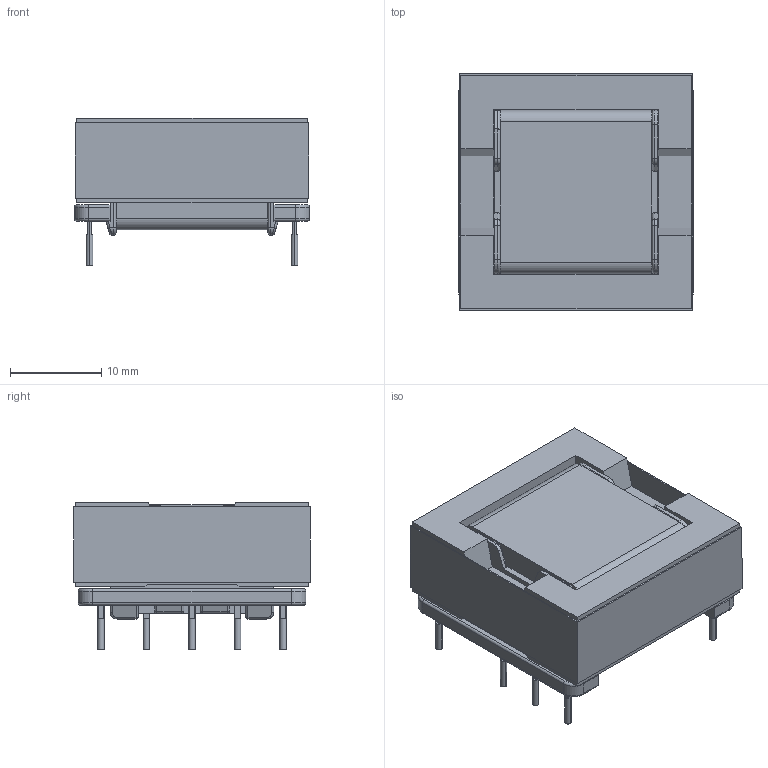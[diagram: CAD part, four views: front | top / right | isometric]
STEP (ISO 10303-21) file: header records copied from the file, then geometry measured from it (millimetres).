
FILE_DESCRIPTION(/* description */ ('Unknown'),/* implementation_level */ '2;1');
FILE_NAME(/* name */ 'T_Wurth_WE-FLYTI-EFD25_2710',/* time_stamp */ '2025-12-25T16:04:37+08:00',/* author */ ('Unknown'),/* organization */ ('Unknown'),/* preprocessor_version */ 'ST-DEVELOPER v19.4',/* originating_system */ 'Solid Edge',/* authorisation */ 'Unknown');
FILE_SCHEMA (('AUTOMOTIVE_DESIGN {1 0 10303 214 3 1 1}'));
Length unit declared in the file: millimetre
Products named in the file (2): T_Wurth_WE-FLYTI-EFD25_2710
Assembly tree (1 placements, depth 2):
  T_Wurth_WE-FLYTI-EFD25_2710
    T_Wurth_WE-FLYTI-EFD25_2710
Bounding box: 25.82 x 25.97 x 16.22 mm (x, y, z)
Volume: 7053.9 mm3; surface area: 5445.3 mm2
Topology: 1 solids, 1 shells, 350 faces, 900 edges, 524 vertices
Faces by surface type: plane 187, cylinder 116, sphere 24, torus 19, bspline 4
Entity records: 12905 total; most frequent: CARTESIAN_POINT 2038, DIRECTION 1777, ORIENTED_EDGE 1752, EDGE_CURVE 876, AXIS2_PLACEMENT_3D 595, LINE 587, VECTOR 587, VERTEX_POINT 524
